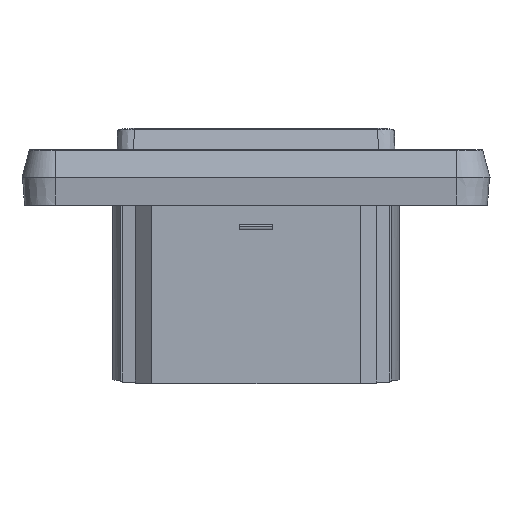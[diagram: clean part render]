
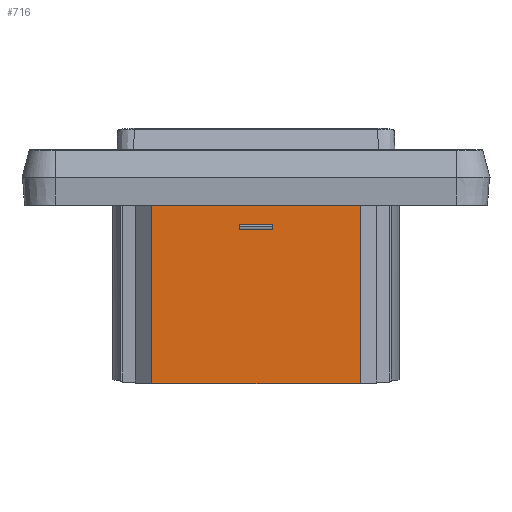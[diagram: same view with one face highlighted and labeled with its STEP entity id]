
A CAD part, front view. The second image highlights one B-rep face of the part: STEP entity #716.
In plain terms, the highlighted planar face has unit normal (0, -1, 0).
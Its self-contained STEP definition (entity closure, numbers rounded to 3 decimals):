
#51 = CARTESIAN_POINT ( 'NONE',  ( 3.027, -21.8, -4.01 ) ) ;
#196 = CARTESIAN_POINT ( 'NONE',  ( 1.007, -21.8, -4.273 ) ) ;
#489 = VERTEX_POINT ( 'NONE', #2184 ) ;
#702 = VERTEX_POINT ( 'NONE', #5983 ) ;
#716 = ADVANCED_FACE ( 'NONE', ( #4891, #2940 ), #997, .T. ) ;
#722 = VERTEX_POINT ( 'NONE', #7848 ) ;
#730 = EDGE_CURVE ( 'NONE', #722, #3437, #5025, .T. ) ;
#857 = CARTESIAN_POINT ( 'NONE',  ( -3.022, -21.8, -4.273 ) ) ;
#870 = VERTEX_POINT ( 'NONE', #5859 ) ;
#885 = ORIENTED_EDGE ( 'NONE', *, *, #4459, .T. ) ;
#915 = CARTESIAN_POINT ( 'NONE',  ( -1.007, -21.8, -4.273 ) ) ;
#967 = AXIS2_PLACEMENT_3D ( 'NONE', #6136, #3064, #3517 ) ;
#989 = CARTESIAN_POINT ( 'NONE',  ( -3.022, -21.8, -4.273 ) ) ;
#994 = ORIENTED_EDGE ( 'NONE', *, *, #1984, .T. ) ;
#997 = PLANE ( 'NONE',  #967 ) ;
#1269 = EDGE_CURVE ( 'NONE', #3833, #7665, #6597, .T. ) ;
#1547 = ORIENTED_EDGE ( 'NONE', *, *, #7186, .T. ) ;
#1632 = CARTESIAN_POINT ( 'NONE',  ( 6.222, -21.8, 0. ) ) ;
#1912 = B_SPLINE_CURVE_WITH_KNOTS ( 'NONE', 3,
 ( #5646, #51, #2554, #7498 ),
 .UNSPECIFIED., .F., .F.,
 ( 4, 4 ),
 ( 0., 1. ),
 .UNSPECIFIED. ) ;
#1950 = CARTESIAN_POINT ( 'NONE',  ( -3.029, -21.8, -3.878 ) ) ;
#1984 = EDGE_CURVE ( 'NONE', #702, #870, #1912, .T. ) ;
#2030 = ORIENTED_EDGE ( 'NONE', *, *, #4326, .T. ) ;
#2184 = CARTESIAN_POINT ( 'NONE',  ( 18.667, -21.8, 0. ) ) ;
#2192 = B_SPLINE_CURVE_WITH_KNOTS ( 'NONE', 3,
 ( #6219, #4403, #3107, #7433 ),
 .UNSPECIFIED., .F., .F.,
 ( 4, 4 ),
 ( 0., 1. ),
 .UNSPECIFIED. ) ;
#2194 = CARTESIAN_POINT ( 'NONE',  ( 18.667, -21.8, -32.001 ) ) ;
#2469 = ORIENTED_EDGE ( 'NONE', *, *, #3788, .T. ) ;
#2519 = B_SPLINE_CURVE_WITH_KNOTS ( 'NONE', 3,
 ( #5724, #4551, #5644, #4506 ),
 .UNSPECIFIED., .F., .F.,
 ( 4, 4 ),
 ( 0., 1. ),
 .UNSPECIFIED. ) ;
#2554 = CARTESIAN_POINT ( 'NONE',  ( 3.025, -21.8, -4.141 ) ) ;
#2561 = ORIENTED_EDGE ( 'NONE', *, *, #1269, .T. ) ;
#2564 = CARTESIAN_POINT ( 'NONE',  ( -1.007, -21.8, -3.424 ) ) ;
#2752 = CARTESIAN_POINT ( 'NONE',  ( -3.026, -21.8, -3.726 ) ) ;
#2793 = CARTESIAN_POINT ( 'NONE',  ( -3.029, -21.8, -3.878 ) ) ;
#2912 = B_SPLINE_CURVE_WITH_KNOTS ( 'NONE', 3,
 ( #2793, #2752, #7818, #4062 ),
 .UNSPECIFIED., .F., .F.,
 ( 4, 4 ),
 ( 0., 1. ),
 .UNSPECIFIED. ) ;
#2925 = CARTESIAN_POINT ( 'NONE',  ( -18.667, -21.8, 0. ) ) ;
#2940 = FACE_OUTER_BOUND ( 'NONE', #6954, .T. ) ;
#3064 = DIRECTION ( 'NONE',  ( 0., -1., 0. ) ) ;
#3107 = CARTESIAN_POINT ( 'NONE',  ( -18.667, -21.8, -21.334 ) ) ;
#3295 = CARTESIAN_POINT ( 'NONE',  ( -3.025, -21.8, -4.141 ) ) ;
#3431 = CARTESIAN_POINT ( 'NONE',  ( 18.667, -21.8, 0. ) ) ;
#3437 = VERTEX_POINT ( 'NONE', #5500 ) ;
#3510 = ORIENTED_EDGE ( 'NONE', *, *, #7076, .T. ) ;
#3517 = DIRECTION ( 'NONE',  ( 0., 0., -1. ) ) ;
#3629 = CARTESIAN_POINT ( 'NONE',  ( -3.021, -21.8, -3.424 ) ) ;
#3638 = VERTEX_POINT ( 'NONE', #7077 ) ;
#3788 = EDGE_CURVE ( 'NONE', #6309, #3638, #6500, .T. ) ;
#3833 = VERTEX_POINT ( 'NONE', #4004 ) ;
#3888 = EDGE_LOOP ( 'NONE', ( #2469, #2030, #994, #7380, #2561, #885 ) ) ;
#3922 = EDGE_CURVE ( 'NONE', #3437, #489, #6978, .T. ) ;
#4004 = CARTESIAN_POINT ( 'NONE',  ( -3.022, -21.8, -4.273 ) ) ;
#4062 = CARTESIAN_POINT ( 'NONE',  ( -3.021, -21.8, -3.424 ) ) ;
#4137 = CARTESIAN_POINT ( 'NONE',  ( 18.667, -21.8, 0. ) ) ;
#4326 = EDGE_CURVE ( 'NONE', #3638, #702, #2519, .T. ) ;
#4376 = ORIENTED_EDGE ( 'NONE', *, *, #3922, .T. ) ;
#4403 = CARTESIAN_POINT ( 'NONE',  ( -18.667, -21.8, -10.667 ) ) ;
#4459 = EDGE_CURVE ( 'NONE', #7665, #6309, #2912, .T. ) ;
#4506 = CARTESIAN_POINT ( 'NONE',  ( 3.029, -21.8, -3.878 ) ) ;
#4551 = CARTESIAN_POINT ( 'NONE',  ( 3.024, -21.8, -3.575 ) ) ;
#4719 = B_SPLINE_CURVE_WITH_KNOTS ( 'NONE', 3,
 ( #4137, #1632, #6592, #5462 ),
 .UNSPECIFIED., .F., .F.,
 ( 4, 4 ),
 ( 0., 1. ),
 .UNSPECIFIED. ) ;
#4721 = CARTESIAN_POINT ( 'NONE',  ( 18.667, -21.8, -10.667 ) ) ;
#4815 = CARTESIAN_POINT ( 'NONE',  ( 6.222, -21.8, -32.001 ) ) ;
#4848 = VERTEX_POINT ( 'NONE', #2925 ) ;
#4891 = FACE_BOUND ( 'NONE', #3888, .T. ) ;
#5009 = CARTESIAN_POINT ( 'NONE',  ( 3.021, -21.8, -3.424 ) ) ;
#5025 = B_SPLINE_CURVE_WITH_KNOTS ( 'NONE', 3,
 ( #7308, #7353, #4815, #7963 ),
 .UNSPECIFIED., .F., .F.,
 ( 4, 4 ),
 ( 0., 1. ),
 .UNSPECIFIED. ) ;
#5161 = CARTESIAN_POINT ( 'NONE',  ( -3.029, -21.8, -3.878 ) ) ;
#5289 = CARTESIAN_POINT ( 'NONE',  ( 18.667, -21.8, -21.334 ) ) ;
#5462 = CARTESIAN_POINT ( 'NONE',  ( -18.667, -21.8, 0. ) ) ;
#5500 = CARTESIAN_POINT ( 'NONE',  ( 18.667, -21.8, -32.001 ) ) ;
#5577 = CARTESIAN_POINT ( 'NONE',  ( 1.007, -21.8, -3.424 ) ) ;
#5644 = CARTESIAN_POINT ( 'NONE',  ( 3.026, -21.8, -3.726 ) ) ;
#5646 = CARTESIAN_POINT ( 'NONE',  ( 3.029, -21.8, -3.878 ) ) ;
#5719 = EDGE_CURVE ( 'NONE', #870, #3833, #6450, .T. ) ;
#5724 = CARTESIAN_POINT ( 'NONE',  ( 3.021, -21.8, -3.424 ) ) ;
#5764 = CARTESIAN_POINT ( 'NONE',  ( -3.027, -21.8, -4.01 ) ) ;
#5779 = CARTESIAN_POINT ( 'NONE',  ( 3.022, -21.8, -4.273 ) ) ;
#5859 = CARTESIAN_POINT ( 'NONE',  ( 3.022, -21.8, -4.273 ) ) ;
#5922 = ORIENTED_EDGE ( 'NONE', *, *, #730, .T. ) ;
#5983 = CARTESIAN_POINT ( 'NONE',  ( 3.029, -21.8, -3.878 ) ) ;
#6136 = CARTESIAN_POINT ( 'NONE',  ( 18.667, -21.8, 0. ) ) ;
#6216 = CARTESIAN_POINT ( 'NONE',  ( -3.021, -21.8, -3.424 ) ) ;
#6219 = CARTESIAN_POINT ( 'NONE',  ( -18.667, -21.8, 0. ) ) ;
#6309 = VERTEX_POINT ( 'NONE', #6216 ) ;
#6450 = B_SPLINE_CURVE_WITH_KNOTS ( 'NONE', 3,
 ( #5779, #196, #915, #989 ),
 .UNSPECIFIED., .F., .F.,
 ( 4, 4 ),
 ( 0., 1. ),
 .UNSPECIFIED. ) ;
#6500 = B_SPLINE_CURVE_WITH_KNOTS ( 'NONE', 3,
 ( #3629, #2564, #5577, #5009 ),
 .UNSPECIFIED., .F., .F.,
 ( 4, 4 ),
 ( 0., 1. ),
 .UNSPECIFIED. ) ;
#6592 = CARTESIAN_POINT ( 'NONE',  ( -6.222, -21.8, 0. ) ) ;
#6597 = B_SPLINE_CURVE_WITH_KNOTS ( 'NONE', 3,
 ( #857, #3295, #5764, #5161 ),
 .UNSPECIFIED., .F., .F.,
 ( 4, 4 ),
 ( 0., 1. ),
 .UNSPECIFIED. ) ;
#6954 = EDGE_LOOP ( 'NONE', ( #5922, #4376, #1547, #3510 ) ) ;
#6978 = B_SPLINE_CURVE_WITH_KNOTS ( 'NONE', 3,
 ( #2194, #5289, #4721, #3431 ),
 .UNSPECIFIED., .F., .F.,
 ( 4, 4 ),
 ( 0., 1. ),
 .UNSPECIFIED. ) ;
#7076 = EDGE_CURVE ( 'NONE', #4848, #722, #2192, .T. ) ;
#7077 = CARTESIAN_POINT ( 'NONE',  ( 3.021, -21.8, -3.424 ) ) ;
#7186 = EDGE_CURVE ( 'NONE', #489, #4848, #4719, .T. ) ;
#7308 = CARTESIAN_POINT ( 'NONE',  ( -18.667, -21.8, -32.001 ) ) ;
#7353 = CARTESIAN_POINT ( 'NONE',  ( -6.222, -21.8, -32.001 ) ) ;
#7380 = ORIENTED_EDGE ( 'NONE', *, *, #5719, .T. ) ;
#7433 = CARTESIAN_POINT ( 'NONE',  ( -18.667, -21.8, -32.001 ) ) ;
#7498 = CARTESIAN_POINT ( 'NONE',  ( 3.022, -21.8, -4.273 ) ) ;
#7665 = VERTEX_POINT ( 'NONE', #1950 ) ;
#7818 = CARTESIAN_POINT ( 'NONE',  ( -3.024, -21.8, -3.575 ) ) ;
#7848 = CARTESIAN_POINT ( 'NONE',  ( -18.667, -21.8, -32.001 ) ) ;
#7963 = CARTESIAN_POINT ( 'NONE',  ( 18.667, -21.8, -32.001 ) ) ;
